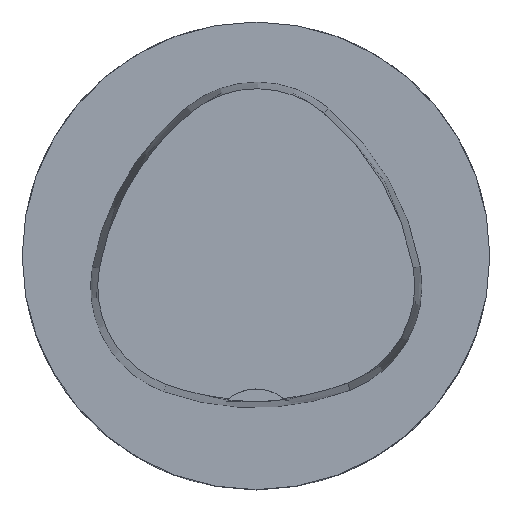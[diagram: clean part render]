
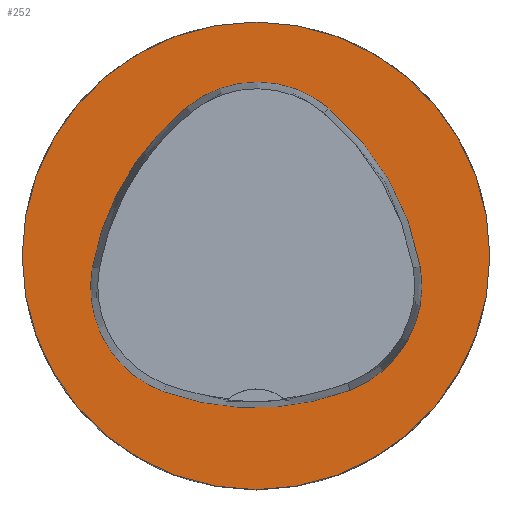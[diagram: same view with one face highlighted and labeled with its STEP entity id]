
A CAD part, top view. The second image highlights one B-rep face of the part: STEP entity #252.
In plain terms, the highlighted planar face has unit normal (0, 0, 1).
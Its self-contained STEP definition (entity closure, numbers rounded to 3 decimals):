
#185=PLANE('',#831);
#252=ADVANCED_FACE('',(#338,#339),#185,.T.);
#338=FACE_BOUND('',#404,.T.);
#339=FACE_BOUND('',#405,.T.);
#404=EDGE_LOOP('',(#525,#526,#527,#528,#529,#530));
#405=EDGE_LOOP('',(#531));
#525=ORIENTED_EDGE('',*,*,#697,.T.);
#526=ORIENTED_EDGE('',*,*,#677,.T.);
#527=ORIENTED_EDGE('',*,*,#681,.T.);
#528=ORIENTED_EDGE('',*,*,#684,.T.);
#529=ORIENTED_EDGE('',*,*,#687,.T.);
#530=ORIENTED_EDGE('',*,*,#695,.T.);
#531=ORIENTED_EDGE('',*,*,#667,.F.);
#608=VERTEX_POINT('',#1157);
#618=VERTEX_POINT('',#1184);
#619=VERTEX_POINT('',#1185);
#622=VERTEX_POINT('',#1193);
#624=VERTEX_POINT('',#1199);
#626=VERTEX_POINT('',#1205);
#633=VERTEX_POINT('',#1226);
#667=EDGE_CURVE('',#608,#608,#734,.T.);
#677=EDGE_CURVE('',#618,#619,#736,.T.);
#681=EDGE_CURVE('',#619,#622,#738,.T.);
#684=EDGE_CURVE('',#622,#624,#740,.T.);
#687=EDGE_CURVE('',#624,#626,#742,.T.);
#695=EDGE_CURVE('',#626,#633,#746,.T.);
#697=EDGE_CURVE('',#633,#618,#748,.T.);
#734=CIRCLE('',#801,31.5);
#736=CIRCLE('',#809,36.);
#738=CIRCLE('',#812,15.);
#740=CIRCLE('',#815,36.);
#742=CIRCLE('',#818,15.);
#746=CIRCLE('',#823,36.);
#748=CIRCLE('',#826,15.);
#801=AXIS2_PLACEMENT_3D('',#1156,#949,#950);
#809=AXIS2_PLACEMENT_3D('',#1183,#970,#971);
#812=AXIS2_PLACEMENT_3D('',#1192,#978,#979);
#815=AXIS2_PLACEMENT_3D('',#1198,#985,#986);
#818=AXIS2_PLACEMENT_3D('',#1204,#992,#993);
#823=AXIS2_PLACEMENT_3D('',#1227,#1004,#1005);
#826=AXIS2_PLACEMENT_3D('',#1230,#1010,#1011);
#831=AXIS2_PLACEMENT_3D('',#1235,#1020,#1021);
#949=DIRECTION('',(0.,0.,-1.));
#950=DIRECTION('',(-1.,0.,0.));
#970=DIRECTION('',(0.,0.,-1.));
#971=DIRECTION('',(-1.,0.,0.));
#978=DIRECTION('',(0.,0.,-1.));
#979=DIRECTION('',(-1.,0.,0.));
#985=DIRECTION('',(0.,0.,-1.));
#986=DIRECTION('',(-1.,0.,0.));
#992=DIRECTION('',(0.,0.,-1.));
#993=DIRECTION('',(-1.,0.,0.));
#1004=DIRECTION('',(0.,0.,-1.));
#1005=DIRECTION('',(-1.,0.,0.));
#1010=DIRECTION('',(0.,0.,-1.));
#1011=DIRECTION('',(-1.,0.,0.));
#1020=DIRECTION('',(0.,0.,1.));
#1021=DIRECTION('',(1.,0.,0.));
#1156=CARTESIAN_POINT('',(0.,0.,0.));
#1157=CARTESIAN_POINT('',(-31.5,0.,0.));
#1183=CARTESIAN_POINT('',(13.398,-7.893,0.));
#1184=CARTESIAN_POINT('',(-22.041,-1.562,0.));
#1185=CARTESIAN_POINT('',(-9.317,20.036,0.));
#1192=CARTESIAN_POINT('',(0.148,8.399,0.));
#1193=CARTESIAN_POINT('',(9.779,19.898,0.));
#1198=CARTESIAN_POINT('',(-13.337,-7.7,0.));
#1199=CARTESIAN_POINT('',(22.122,-1.48,0.));
#1204=CARTESIAN_POINT('',(7.347,-4.071,0.));
#1205=CARTESIAN_POINT('',(12.693,-18.087,0.));
#1226=CARTESIAN_POINT('',(-12.373,-18.307,0.));
#1227=CARTESIAN_POINT('',(-0.137,15.55,0.));
#1230=CARTESIAN_POINT('',(-7.275,-4.2,0.));
#1235=CARTESIAN_POINT('',(0.,0.,0.));
